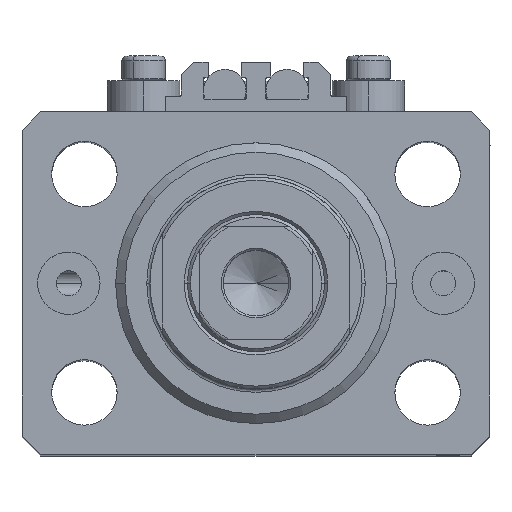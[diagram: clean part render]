
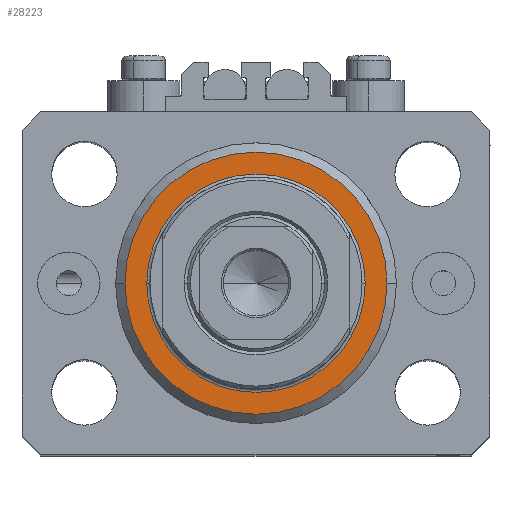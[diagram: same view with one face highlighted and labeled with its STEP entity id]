
A CAD part, top view. The second image highlights one B-rep face of the part: STEP entity #28223.
In plain terms, the highlighted face is planar.
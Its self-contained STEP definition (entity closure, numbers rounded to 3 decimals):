
#695 = DIRECTION ( 'NONE',  ( 1., 0., 0. ) ) ;
#725 = AXIS2_PLACEMENT_3D ( 'NONE', #17459, #40066, #6785 ) ;
#1139 = EDGE_CURVE ( 'NONE', #16394, #34105, #9252, .T. ) ;
#1176 = CARTESIAN_POINT ( 'NONE',  ( 0., 0., 0. ) ) ;
#1731 = CARTESIAN_POINT ( 'NONE',  ( -17.5, 0., 0. ) ) ;
#2269 = CIRCLE ( 'NONE', #19329, 17.5 ) ;
#2726 = EDGE_CURVE ( 'NONE', #38734, #7249, #2269, .T. ) ;
#4723 = DIRECTION ( 'NONE',  ( 0., 0., 1. ) ) ;
#5200 = DIRECTION ( 'NONE',  ( 0., 0., 1. ) ) ;
#6303 = EDGE_LOOP ( 'NONE', ( #25871, #8441 ) ) ;
#6785 = DIRECTION ( 'NONE',  ( 1., 0., 0. ) ) ;
#7249 = VERTEX_POINT ( 'NONE', #1731 ) ;
#8441 = ORIENTED_EDGE ( 'NONE', *, *, #29643, .T. ) ;
#9252 = CIRCLE ( 'NONE', #725, 21. ) ;
#10607 = DIRECTION ( 'NONE',  ( 0., 0., 1. ) ) ;
#10846 = FACE_BOUND ( 'NONE', #6303, .T. ) ;
#12703 = CARTESIAN_POINT ( 'NONE',  ( 17.5, 0., 0. ) ) ;
#16394 = VERTEX_POINT ( 'NONE', #24217 ) ;
#17459 = CARTESIAN_POINT ( 'NONE',  ( 0., 0., 0. ) ) ;
#17662 = CARTESIAN_POINT ( 'NONE',  ( -21., 0., 0. ) ) ;
#19329 = AXIS2_PLACEMENT_3D ( 'NONE', #23162, #4723, #37994 ) ;
#21294 = PLANE ( 'NONE',  #37834 ) ;
#22494 = CIRCLE ( 'NONE', #41912, 21. ) ;
#23162 = CARTESIAN_POINT ( 'NONE',  ( 0., 0., 0. ) ) ;
#24217 = CARTESIAN_POINT ( 'NONE',  ( 21., 0., 0. ) ) ;
#25871 = ORIENTED_EDGE ( 'NONE', *, *, #2726, .T. ) ;
#27772 = DIRECTION ( 'NONE',  ( 1., 0., 0. ) ) ;
#28223 = ADVANCED_FACE ( 'NONE', ( #10846, #33430 ), #21294, .F. ) ;
#28740 = ORIENTED_EDGE ( 'NONE', *, *, #1139, .T. ) ;
#29643 = EDGE_CURVE ( 'NONE', #7249, #38734, #32136, .T. ) ;
#30793 = DIRECTION ( 'NONE',  ( 0., 0., -1. ) ) ;
#32136 = CIRCLE ( 'NONE', #46106, 17.5 ) ;
#32720 = EDGE_LOOP ( 'NONE', ( #28740, #42452 ) ) ;
#33430 = FACE_OUTER_BOUND ( 'NONE', #32720, .T. ) ;
#34105 = VERTEX_POINT ( 'NONE', #17662 ) ;
#36348 = DIRECTION ( 'NONE',  ( 1., 0., 0. ) ) ;
#37075 = CARTESIAN_POINT ( 'NONE',  ( 0., 0., 0. ) ) ;
#37834 = AXIS2_PLACEMENT_3D ( 'NONE', #37075, #10607, #36348 ) ;
#37994 = DIRECTION ( 'NONE',  ( 1., 0., 0. ) ) ;
#38734 = VERTEX_POINT ( 'NONE', #12703 ) ;
#39193 = CARTESIAN_POINT ( 'NONE',  ( 0., 0., 0. ) ) ;
#40066 = DIRECTION ( 'NONE',  ( 0., 0., -1. ) ) ;
#41912 = AXIS2_PLACEMENT_3D ( 'NONE', #1176, #30793, #695 ) ;
#42452 = ORIENTED_EDGE ( 'NONE', *, *, #42655, .T. ) ;
#42655 = EDGE_CURVE ( 'NONE', #34105, #16394, #22494, .T. ) ;
#46106 = AXIS2_PLACEMENT_3D ( 'NONE', #39193, #5200, #27772 ) ;
